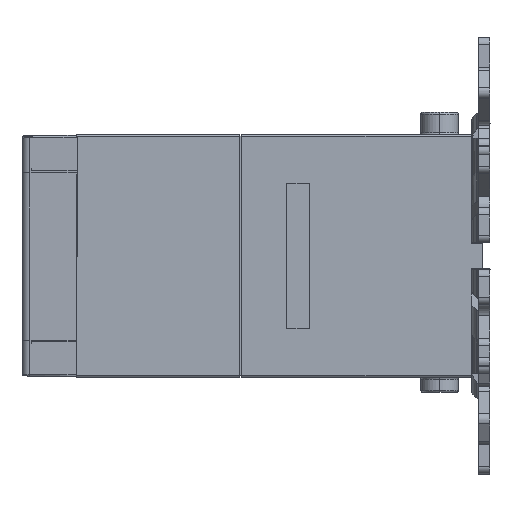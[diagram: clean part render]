
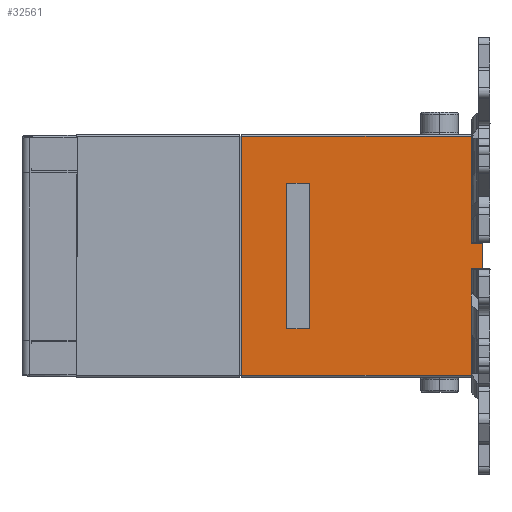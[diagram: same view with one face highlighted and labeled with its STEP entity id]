
A CAD part, left-side view. The second image highlights one B-rep face of the part: STEP entity #32561.
In plain terms, the highlighted planar face has unit normal (-1, 0, 0).
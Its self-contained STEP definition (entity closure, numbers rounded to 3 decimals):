
#8330=DIRECTION('',(0.,0.,1.));
#8331=VECTOR('',#8330,6.638);
#8332=CARTESIAN_POINT('',(-71.339,-7.,-18.041));
#8333=LINE('',#8332,#8331);
#8334=DIRECTION('',(0.,1.,0.));
#8335=VECTOR('',#8334,61.5);
#8336=CARTESIAN_POINT('',(-71.339,-7.,
-32.955));
#8337=LINE('',#8336,#8335);
#8338=DIRECTION('',(0.,0.,1.));
#8339=VECTOR('',#8338,64.);
#8340=CARTESIAN_POINT('',(-71.339,54.5,-32.955));
#8341=LINE('',#8340,#8339);
#8342=DIRECTION('',(0.,0.,-1.));
#8343=VECTOR('',#8342,6.643);
#8344=CARTESIAN_POINT('',(-71.339,-7.,16.148));
#8345=LINE('',#8344,#8343);
#8346=DIRECTION('',(0.,0.,-1.));
#8347=VECTOR('',#8346,30.);
#8348=CARTESIAN_POINT('',(-71.339,36.4,14.045));
#8349=LINE('',#8348,#8347);
#8350=DIRECTION('',(0.,-1.,0.));
#8351=VECTOR('',#8350,6.);
#8352=CARTESIAN_POINT('',(-71.339,42.4,14.045));
#8353=LINE('',#8352,#8351);
#8354=DIRECTION('',(0.,0.,-1.));
#8355=VECTOR('',#8354,30.);
#8356=CARTESIAN_POINT('',(-71.339,42.4,14.045));
#8357=LINE('',#8356,#8355);
#8358=DIRECTION('',(0.,1.,0.));
#8359=VECTOR('',#8358,6.);
#8360=CARTESIAN_POINT('',(-71.339,36.4,-15.955));
#8361=LINE('',#8360,#8359);
#8402=DIRECTION('',(0.,0.,1.));
#8403=VECTOR('',#8402,7.048);
#8404=CARTESIAN_POINT('',(-71.339,-7.,
-11.403));
#8405=LINE('',#8404,#8403);
#8420=DIRECTION('',(0.,0.,1.));
#8421=VECTOR('',#8420,7.06);
#8422=CARTESIAN_POINT('',(-71.339,-7.,
2.445));
#8423=LINE('',#8422,#8421);
#8535=DIRECTION('',(0.,0.,1.));
#8536=VECTOR('',#8535,14.897);
#8537=CARTESIAN_POINT('',(-71.339,-7.,16.148));
#8538=LINE('',#8537,#8536);
#9515=DIRECTION('',(0.,1.,0.));
#9516=VECTOR('',#9515,61.5);
#9517=CARTESIAN_POINT('',(-71.339,-7.,
31.045));
#9518=LINE('',#9517,#9516);
#9810=DIRECTION('',(0.,0.,1.));
#9811=VECTOR('',#9810,14.915);
#9812=CARTESIAN_POINT('',(-71.339,-7.,
-32.955));
#9813=LINE('',#9812,#9811);
#10693=DIRECTION('',(0.,-1.,0.));
#10694=VECTOR('',#10693,3.);
#10695=CARTESIAN_POINT('',(-71.339,-7.,
-4.355));
#10696=LINE('',#10695,#10694);
#10715=DIRECTION('',(0.,0.,1.));
#10716=VECTOR('',#10715,6.8);
#10717=CARTESIAN_POINT('',(-71.339,-10.,
-4.355));
#10718=LINE('',#10717,#10716);
#10727=DIRECTION('',(0.,1.,0.));
#10728=VECTOR('',#10727,3.);
#10729=CARTESIAN_POINT('',(-71.339,-10.,
2.445));
#10730=LINE('',#10729,#10728);
#15768=CARTESIAN_POINT('',(-71.339,-7.,
-32.955));
#15770=VERTEX_POINT('',#15768);
#15772=CARTESIAN_POINT('',(-71.339,-7.,
-4.355));
#15774=VERTEX_POINT('',#15772);
#15781=CARTESIAN_POINT('',(-71.339,-7.,
2.445));
#15782=VERTEX_POINT('',#15781);
#15783=CARTESIAN_POINT('',(-71.339,-7.,
31.045));
#15785=VERTEX_POINT('',#15783);
#15819=CARTESIAN_POINT('',(-71.339,-10.,
2.445));
#15820=VERTEX_POINT('',#15819);
#15821=CARTESIAN_POINT('',(-71.339,-10.,
-4.355));
#15822=VERTEX_POINT('',#15821);
#16517=CARTESIAN_POINT('',(-71.339,54.5,-32.955));
#16518=VERTEX_POINT('',#16517);
#16519=CARTESIAN_POINT('',(-71.339,54.5,31.045));
#16520=VERTEX_POINT('',#16519);
#17759=CARTESIAN_POINT('',(-71.339,36.4,14.045));
#17760=CARTESIAN_POINT('',(-71.339,36.4,-15.955));
#17761=VERTEX_POINT('',#17759);
#17762=VERTEX_POINT('',#17760);
#17763=CARTESIAN_POINT('',(-71.339,42.4,-15.955));
#17764=VERTEX_POINT('',#17763);
#17765=CARTESIAN_POINT('',(-71.339,42.4,14.045));
#17766=VERTEX_POINT('',#17765);
#18193=CARTESIAN_POINT('',(-71.339,-7.,
-11.403));
#18195=VERTEX_POINT('',#18193);
#18217=CARTESIAN_POINT('',(-71.339,-7.,-18.041));
#18218=VERTEX_POINT('',#18217);
#18338=CARTESIAN_POINT('',(-71.339,-7.,
9.504));
#18340=VERTEX_POINT('',#18338);
#18354=CARTESIAN_POINT('',(-71.339,-7.,16.148));
#18355=VERTEX_POINT('',#18354);
#32522=CARTESIAN_POINT('',(-71.339,21.25,-0.955));
#32523=DIRECTION('',(1.,0.,0.));
#32524=DIRECTION('',(0.,0.,1.));
#32525=AXIS2_PLACEMENT_3D('',#32522,#32523,#32524);
#32526=PLANE('',#32525);
#32528=ORIENTED_EDGE('',*,*,#32527,.F.);
#32530=ORIENTED_EDGE('',*,*,#32529,.F.);
#32532=ORIENTED_EDGE('',*,*,#32531,.F.);
#32534=ORIENTED_EDGE('',*,*,#32533,.F.);
#32536=ORIENTED_EDGE('',*,*,#32535,.F.);
#32538=ORIENTED_EDGE('',*,*,#32537,.F.);
#32540=ORIENTED_EDGE('',*,*,#32539,.F.);
#32541=ORIENTED_EDGE('',*,*,#32507,.T.);
#32542=ORIENTED_EDGE('',*,*,#21002,.T.);
#32544=ORIENTED_EDGE('',*,*,#32543,.F.);
#32546=ORIENTED_EDGE('',*,*,#32545,.F.);
#32548=ORIENTED_EDGE('',*,*,#32547,.T.);
#32549=EDGE_LOOP('',(#32528,#32530,#32532,#32534,#32536,#32538,#32540,#32541,
#32542,#32544,#32546,#32548));
#32550=FACE_OUTER_BOUND('',#32549,.F.);
#32552=ORIENTED_EDGE('',*,*,#32551,.F.);
#32554=ORIENTED_EDGE('',*,*,#32553,.F.);
#32556=ORIENTED_EDGE('',*,*,#32555,.T.);
#32558=ORIENTED_EDGE('',*,*,#32557,.F.);
#32559=EDGE_LOOP('',(#32552,#32554,#32556,#32558));
#32560=FACE_BOUND('',#32559,.F.);
#21002=EDGE_CURVE('',#16518,#16520,#8341,.T.);
#32507=EDGE_CURVE('',#15770,#16518,#8337,.T.);
#32527=EDGE_CURVE('',#15782,#18340,#8423,.T.);
#32529=EDGE_CURVE('',#15820,#15782,#10730,.T.);
#32531=EDGE_CURVE('',#15822,#15820,#10718,.T.);
#32533=EDGE_CURVE('',#15774,#15822,#10696,.T.);
#32535=EDGE_CURVE('',#18195,#15774,#8405,.T.);
#32537=EDGE_CURVE('',#18218,#18195,#8333,.T.);
#32539=EDGE_CURVE('',#15770,#18218,#9813,.T.);
#32543=EDGE_CURVE('',#15785,#16520,#9518,.T.);
#32545=EDGE_CURVE('',#18355,#15785,#8538,.T.);
#32547=EDGE_CURVE('',#18355,#18340,#8345,.T.);
#32551=EDGE_CURVE('',#17761,#17762,#8349,.T.);
#32553=EDGE_CURVE('',#17766,#17761,#8353,.T.);
#32555=EDGE_CURVE('',#17766,#17764,#8357,.T.);
#32557=EDGE_CURVE('',#17762,#17764,#8361,.T.);
#32561=ADVANCED_FACE('',(#32550,#32560),#32526,.F.);
